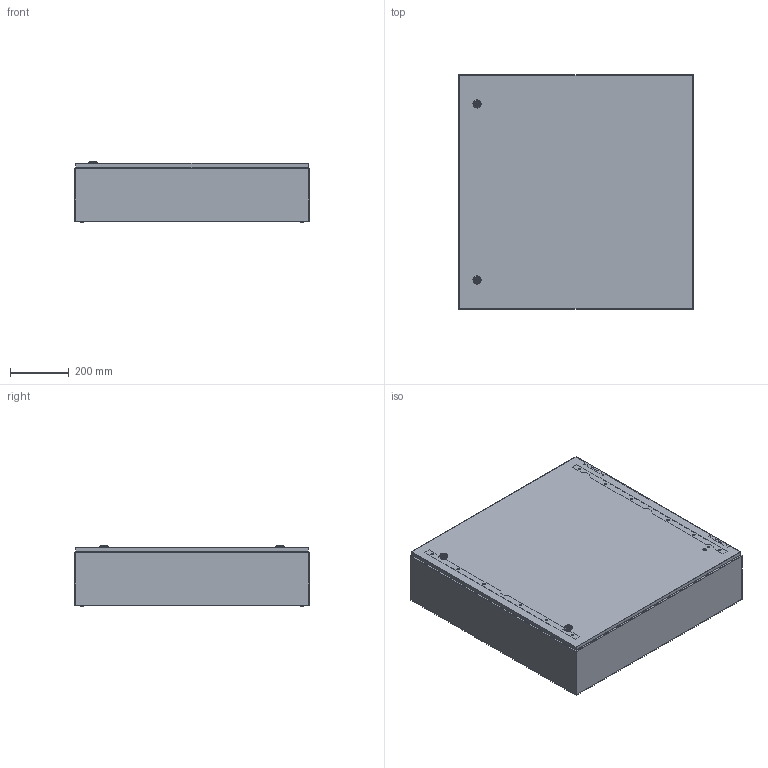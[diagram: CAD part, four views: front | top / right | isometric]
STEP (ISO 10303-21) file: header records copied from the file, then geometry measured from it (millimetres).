
FILE_DESCRIPTION (( 'STEP AP214' ), '1' );
FILE_NAME ('3351-8080-20-00.step', '2024-01-10T07:39:34', ( '' ), ( '' ), 'SwSTEP 2.0', 'SolidWorks 2019', '' );
FILE_SCHEMA (( 'AUTOMOTIVE_DESIGN' ));
Length unit declared in the file: millimetre
Products named in the file (4): Tuer_wgES_3351-8080-00-90; Korpus_wgES_8080-20; 3351-8080-20-00; Montageplattenbeipack_wgES_8080
Assembly tree (3 placements, depth 2):
  3351-8080-20-00
    Korpus_wgES_8080-20
    Tuer_wgES_3351-8080-00-90
    Montageplattenbeipack_wgES_8080
Bounding box: 800 x 800 x 207 mm (x, y, z)
Volume: 3161779.7 mm3; surface area: 4194755.9 mm2
Topology: 34 solids, 34 shells, 1424 faces, 3488 edges, 2244 vertices
Faces by surface type: plane 748, cylinder 564, cone 68, torus 28, sphere 16
Entity records: 44103 total; most frequent: CARTESIAN_POINT 7986, DIRECTION 7504, ORIENTED_EDGE 6960, EDGE_CURVE 3480, AXIS2_PLACEMENT_3D 2754, VERTEX_POINT 2244, LINE 1996, VECTOR 1996
